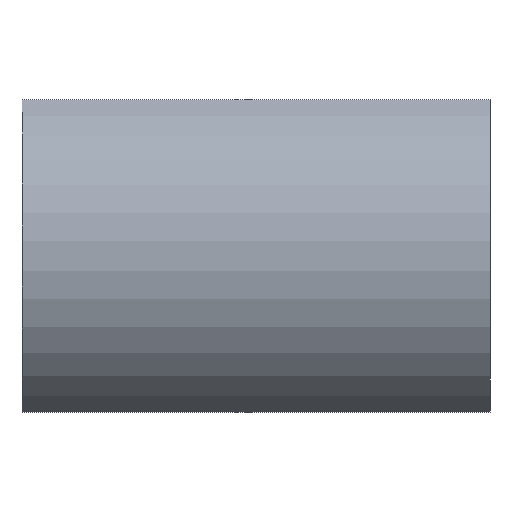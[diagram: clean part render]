
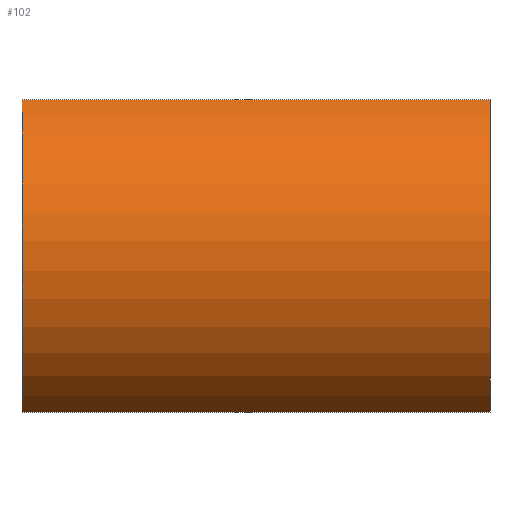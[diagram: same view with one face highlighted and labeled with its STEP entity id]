
A CAD part, left-side view. The second image highlights one B-rep face of the part: STEP entity #102.
In plain terms, the highlighted cylindrical face has radius 11.45 mm (diameter 22.9 mm), a partial arc.
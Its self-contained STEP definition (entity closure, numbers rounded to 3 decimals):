
#1 = EDGE_CURVE ( 'NONE', #183, #32, #134, .T. ) ;
#4 = EDGE_CURVE ( 'NONE', #175, #183, #56, .T. ) ;
#5 = VECTOR ( 'NONE', #172, 1000. ) ;
#6 = CARTESIAN_POINT ( 'NONE',  ( -1.222, 0., 10. ) ) ;
#11 = ORIENTED_EDGE ( 'NONE', *, *, #1, .F. ) ;
#12 = ORIENTED_EDGE ( 'NONE', *, *, #4, .F. ) ;
#23 = CARTESIAN_POINT ( 'NONE',  ( -1.222, 30., 10. ) ) ;
#29 = EDGE_LOOP ( 'NONE', ( #73, #11, #12, #131 ) ) ;
#32 = VERTEX_POINT ( 'NONE', #6 ) ;
#37 = DIRECTION ( 'NONE',  ( 0., 1., 0. ) ) ;
#41 = DIRECTION ( 'NONE',  ( 0., -1., 0. ) ) ;
#42 = CARTESIAN_POINT ( 'NONE',  ( -1.222, 30., -10. ) ) ;
#46 = DIRECTION ( 'NONE',  ( 0., 1., 0. ) ) ;
#48 = EDGE_CURVE ( 'NONE', #175, #119, #88, .T. ) ;
#49 = CARTESIAN_POINT ( 'NONE',  ( -1.222, 30., -10. ) ) ;
#50 = CYLINDRICAL_SURFACE ( 'NONE', #114, 11.45 ) ;
#56 = CIRCLE ( 'NONE', #97, 11.45 ) ;
#72 = CARTESIAN_POINT ( 'NONE',  ( 4.355, 30., 0. ) ) ;
#73 = ORIENTED_EDGE ( 'NONE', *, *, #152, .T. ) ;
#88 = LINE ( 'NONE', #49, #122 ) ;
#89 = CARTESIAN_POINT ( 'NONE',  ( -1.222, 30., 10. ) ) ;
#94 = DIRECTION ( 'NONE',  ( 0., -1., 0. ) ) ;
#95 = DIRECTION ( 'NONE',  ( 0., 0., 1. ) ) ;
#97 = AXIS2_PLACEMENT_3D ( 'NONE', #143, #37, #108 ) ;
#101 = FACE_OUTER_BOUND ( 'NONE', #29, .T. ) ;
#102 = ADVANCED_FACE ( 'NONE', ( #101 ), #50, .T. ) ;
#108 = DIRECTION ( 'NONE',  ( 0., 0., 1. ) ) ;
#114 = AXIS2_PLACEMENT_3D ( 'NONE', #72, #94, #197 ) ;
#119 = VERTEX_POINT ( 'NONE', #164 ) ;
#122 = VECTOR ( 'NONE', #41, 1000. ) ;
#131 = ORIENTED_EDGE ( 'NONE', *, *, #48, .T. ) ;
#134 = LINE ( 'NONE', #89, #5 ) ;
#139 = AXIS2_PLACEMENT_3D ( 'NONE', #167, #46, #95 ) ;
#143 = CARTESIAN_POINT ( 'NONE',  ( 4.355, 30., 0. ) ) ;
#151 = CIRCLE ( 'NONE', #139, 11.45 ) ;
#152 = EDGE_CURVE ( 'NONE', #119, #32, #151, .T. ) ;
#164 = CARTESIAN_POINT ( 'NONE',  ( -1.222, 0., -10. ) ) ;
#167 = CARTESIAN_POINT ( 'NONE',  ( 4.355, 0., 0. ) ) ;
#172 = DIRECTION ( 'NONE',  ( 0., -1., 0. ) ) ;
#175 = VERTEX_POINT ( 'NONE', #42 ) ;
#183 = VERTEX_POINT ( 'NONE', #23 ) ;
#197 = DIRECTION ( 'NONE',  ( 0., 0., -1. ) ) ;
